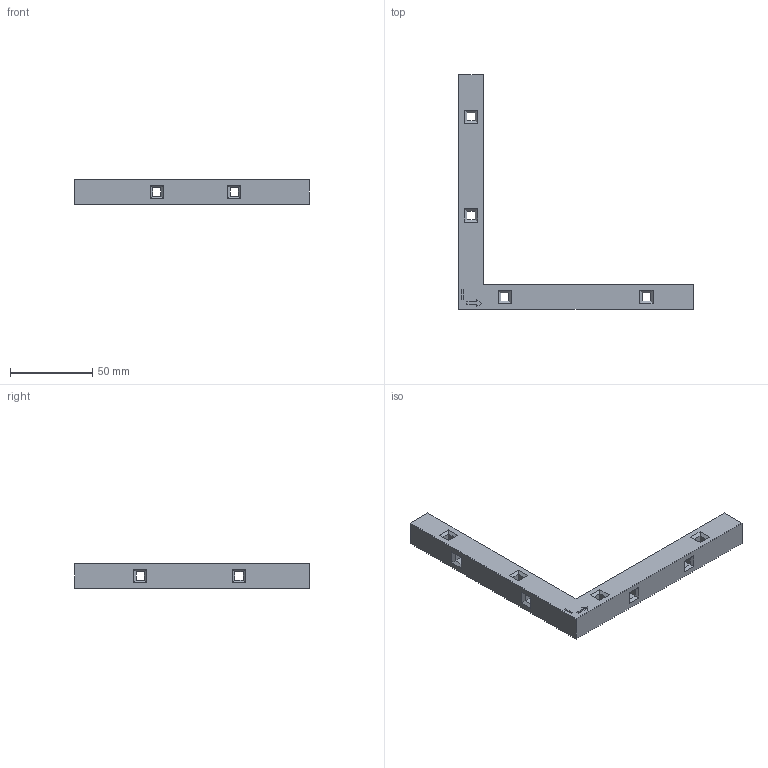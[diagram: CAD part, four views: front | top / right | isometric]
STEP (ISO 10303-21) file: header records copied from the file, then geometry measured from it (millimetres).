
FILE_DESCRIPTION(('FreeCAD Model'),'2;1');
FILE_NAME('Open CASCADE Shape Model','2025-03-31T15:45:38',('Author'),( ''),'Open CASCADE STEP processor 7.8','FreeCAD','Unknown');
FILE_SCHEMA(('AUTOMOTIVE_DESIGN { 1 0 10303 214 1 1 1 1 }'));
Length unit declared in the file: millimetre
Products named in the file (1): L_Piece_X
Bounding box: 142.5 x 142.5 x 15 mm (x, y, z)
Volume: 56891.5 mm3; surface area: 18741.7 mm2
Topology: 1 solids, 1 shells, 135 faces, 315 edges, 186 vertices
Faces by surface type: plane 135
Entity records: 3727 total; most frequent: CARTESIAN_POINT 637, ORIENTED_EDGE 630, DIRECTION 587, EDGE_CURVE 315, LINE 315, VECTOR 315, VERTEX_POINT 186, FACE_BOUND 155
